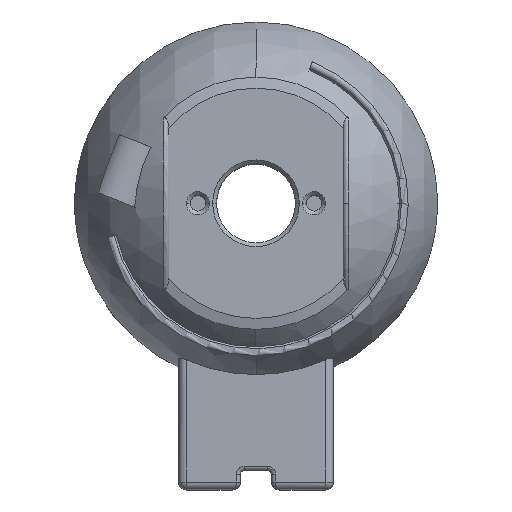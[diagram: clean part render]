
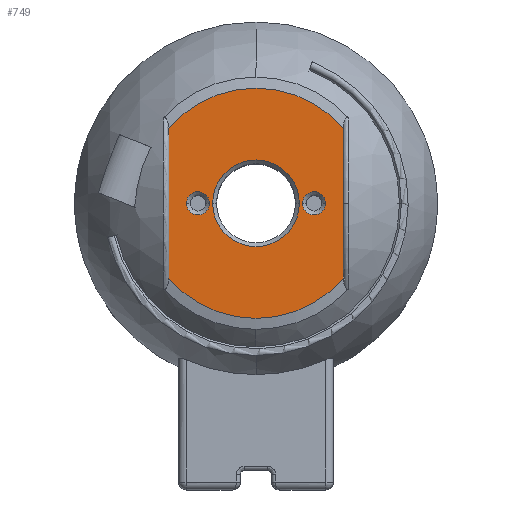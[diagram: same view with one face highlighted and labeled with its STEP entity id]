
A CAD part, top view. The second image highlights one B-rep face of the part: STEP entity #749.
In plain terms, the highlighted planar face has unit normal (0, 0, 1).
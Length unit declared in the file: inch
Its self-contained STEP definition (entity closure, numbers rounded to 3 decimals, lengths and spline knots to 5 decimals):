
#61 = B_SPLINE_CURVE_WITH_KNOTS ( 'NONE', 3,
 ( #10590, #1454, #6567, #8250 ),
 .UNSPECIFIED., .F., .F.,
 ( 4, 4 ),
 ( 0., 0.00028 ),
 .UNSPECIFIED. ) ;
#165 = FACE_BOUND ( 'NONE', #2124, .T. ) ;
#172 = CARTESIAN_POINT ( 'NONE',  ( 0.5625, -0.47484, 0.9 ) ) ;
#197 = CARTESIAN_POINT ( 'NONE',  ( -0.5625, 0.47484, 0.9 ) ) ;
#217 = B_SPLINE_CURVE_WITH_KNOTS ( 'NONE', 3,
 ( #1994, #5245, #4417, #3638 ),
 .UNSPECIFIED., .F., .F.,
 ( 4, 4 ),
 ( 0.00167, 0.00195 ),
 .UNSPECIFIED. ) ;
#306 = CARTESIAN_POINT ( 'NONE',  ( 0.5625, 0.47856, 0.9 ) ) ;
#388 = DIRECTION ( 'NONE',  ( 0., 0., 1. ) ) ;
#457 = VERTEX_POINT ( 'NONE', #5109 ) ;
#727 = ORIENTED_EDGE ( 'NONE', *, *, #2298, .T. ) ;
#749 = ADVANCED_FACE ( 'NONE', ( #7672, #165, #4539, #7875 ), #6083, .F. ) ;
#774 = ORIENTED_EDGE ( 'NONE', *, *, #3555, .T. ) ;
#881 = EDGE_CURVE ( 'NONE', #1318, #2204, #6496, .T. ) ;
#920 = EDGE_CURVE ( 'NONE', #10017, #6015, #217, .T. ) ;
#965 = CARTESIAN_POINT ( 'NONE',  ( 0.56268, 0.48225, 0.9 ) ) ;
#1318 = VERTEX_POINT ( 'NONE', #9785 ) ;
#1392 = VERTEX_POINT ( 'NONE', #10559 ) ;
#1454 = CARTESIAN_POINT ( 'NONE',  ( -0.5625, -0.47856, 0.9 ) ) ;
#1459 = DIRECTION ( 'NONE',  ( -1., 0., 0. ) ) ;
#1483 = VERTEX_POINT ( 'NONE', #8432 ) ;
#1691 = CARTESIAN_POINT ( 'NONE',  ( -0.3, 0., 0.9 ) ) ;
#1800 = EDGE_LOOP ( 'NONE', ( #7936, #4380 ) ) ;
#1837 = CIRCLE ( 'NONE', #5161, 0.075 ) ;
#1893 = CARTESIAN_POINT ( 'NONE',  ( -0.5625, -0.47484, 0.9 ) ) ;
#1944 = DIRECTION ( 'NONE',  ( -1., 0., 0. ) ) ;
#1994 = CARTESIAN_POINT ( 'NONE',  ( 0.56305, -0.4859, 0.9 ) ) ;
#2030 = EDGE_CURVE ( 'NONE', #1392, #6015, #6173, .T. ) ;
#2064 = CARTESIAN_POINT ( 'NONE',  ( 0.5625, 1.02824, 0.9 ) ) ;
#2065 = AXIS2_PLACEMENT_3D ( 'NONE', #4530, #9482, #7868 ) ;
#2116 = CARTESIAN_POINT ( 'NONE',  ( 0.45, 0., 0.9 ) ) ;
#2124 = EDGE_LOOP ( 'NONE', ( #8853, #774 ) ) ;
#2155 = DIRECTION ( 'NONE',  ( -1., 0., 0. ) ) ;
#2193 = AXIS2_PLACEMENT_3D ( 'NONE', #10379, #6135, #10326 ) ;
#2204 = VERTEX_POINT ( 'NONE', #8200 ) ;
#2240 = CIRCLE ( 'NONE', #8363, 0.28 ) ;
#2298 = EDGE_CURVE ( 'NONE', #8413, #457, #61, .T. ) ;
#2315 = CARTESIAN_POINT ( 'NONE',  ( 0.28, 0., 0.9 ) ) ;
#2316 = CARTESIAN_POINT ( 'NONE',  ( 0.375, 0., 0.9 ) ) ;
#2536 = CIRCLE ( 'NONE', #8646, 0.075 ) ;
#2583 = CIRCLE ( 'NONE', #2065, 0.74373 ) ;
#2666 = DIRECTION ( 'NONE',  ( -1., 0., 0. ) ) ;
#2674 = EDGE_LOOP ( 'NONE', ( #727, #3306, #7664, #4148, #5122, #7458, #9287, #8914 ) ) ;
#2727 = DIRECTION ( 'NONE',  ( 0., 0., -1. ) ) ;
#2853 = DIRECTION ( 'NONE',  ( 0., 0., -1. ) ) ;
#2861 = ORIENTED_EDGE ( 'NONE', *, *, #8445, .T. ) ;
#2935 = EDGE_LOOP ( 'NONE', ( #4511, #2861 ) ) ;
#3101 = DIRECTION ( 'NONE',  ( 0., 0., -1. ) ) ;
#3112 = VECTOR ( 'NONE', #5287, 39.37008 ) ;
#3156 = CARTESIAN_POINT ( 'NONE',  ( -0.375, 0., 0.9 ) ) ;
#3306 = ORIENTED_EDGE ( 'NONE', *, *, #9869, .T. ) ;
#3466 = AXIS2_PLACEMENT_3D ( 'NONE', #8712, #388, #2155 ) ;
#3555 = EDGE_CURVE ( 'NONE', #4101, #8931, #1837, .T. ) ;
#3635 = CIRCLE ( 'NONE', #3466, 0.74373 ) ;
#3638 = CARTESIAN_POINT ( 'NONE',  ( 0.5625, -0.47484, 0.9 ) ) ;
#4101 = VERTEX_POINT ( 'NONE', #9937 ) ;
#4148 = ORIENTED_EDGE ( 'NONE', *, *, #2030, .F. ) ;
#4203 = VERTEX_POINT ( 'NONE', #5580 ) ;
#4274 = CIRCLE ( 'NONE', #5833, 0.075 ) ;
#4380 = ORIENTED_EDGE ( 'NONE', *, *, #4430, .T. ) ;
#4417 = CARTESIAN_POINT ( 'NONE',  ( 0.5625, -0.47854, 0.9 ) ) ;
#4428 = DIRECTION ( 'NONE',  ( 0., 0., -1. ) ) ;
#4430 = EDGE_CURVE ( 'NONE', #5746, #9629, #2536, .T. ) ;
#4511 = ORIENTED_EDGE ( 'NONE', *, *, #8457, .T. ) ;
#4530 = CARTESIAN_POINT ( 'NONE',  ( 0., 0., 0.9 ) ) ;
#4539 = FACE_BOUND ( 'NONE', #2935, .T. ) ;
#5109 = CARTESIAN_POINT ( 'NONE',  ( -0.56305, -0.4859, 0.9 ) ) ;
#5122 = ORIENTED_EDGE ( 'NONE', *, *, #8862, .T. ) ;
#5131 = CARTESIAN_POINT ( 'NONE',  ( -0.56305, 0.4859, 0.9 ) ) ;
#5161 = AXIS2_PLACEMENT_3D ( 'NONE', #5204, #2727, #2666 ) ;
#5204 = CARTESIAN_POINT ( 'NONE',  ( 0.375, 0., 0.9 ) ) ;
#5245 = CARTESIAN_POINT ( 'NONE',  ( 0.56268, -0.48223, 0.9 ) ) ;
#5287 = DIRECTION ( 'NONE',  ( 0., -1., 0. ) ) ;
#5350 = DIRECTION ( 'NONE',  ( 0., -1., 0. ) ) ;
#5580 = CARTESIAN_POINT ( 'NONE',  ( 0.56305, 0.4859, 0.9 ) ) ;
#5746 = VERTEX_POINT ( 'NONE', #10135 ) ;
#5833 = AXIS2_PLACEMENT_3D ( 'NONE', #2316, #7302, #8335 ) ;
#5850 = EDGE_CURVE ( 'NONE', #8931, #4101, #4274, .T. ) ;
#5862 = DIRECTION ( 'NONE',  ( -1., 0., 0. ) ) ;
#5899 = VECTOR ( 'NONE', #5350, 39.37008 ) ;
#6015 = VERTEX_POINT ( 'NONE', #172 ) ;
#6083 = PLANE ( 'NONE',  #2193 ) ;
#6126 = CARTESIAN_POINT ( 'NONE',  ( 0.56305, 0.4859, 0.9 ) ) ;
#6135 = DIRECTION ( 'NONE',  ( 0., 0., -1. ) ) ;
#6173 = LINE ( 'NONE', #2064, #5899 ) ;
#6447 = CIRCLE ( 'NONE', #9562, 0.28 ) ;
#6496 = B_SPLINE_CURVE_WITH_KNOTS ( 'NONE', 3,
 ( #5131, #8466, #6832, #197 ),
 .UNSPECIFIED., .F., .F.,
 ( 4, 4 ),
 ( 0.00167, 0.00195 ),
 .UNSPECIFIED. ) ;
#6567 = CARTESIAN_POINT ( 'NONE',  ( -0.56268, -0.48225, 0.9 ) ) ;
#6832 = CARTESIAN_POINT ( 'NONE',  ( -0.5625, 0.47854, 0.9 ) ) ;
#6896 = CARTESIAN_POINT ( 'NONE',  ( -0.375, 0., 0.9 ) ) ;
#6932 = DIRECTION ( 'NONE',  ( -1., 0., 0. ) ) ;
#6990 = CARTESIAN_POINT ( 'NONE',  ( 0., 0., 0.9 ) ) ;
#7090 = LINE ( 'NONE', #8768, #3112 ) ;
#7125 = CIRCLE ( 'NONE', #7817, 0.075 ) ;
#7302 = DIRECTION ( 'NONE',  ( 0., 0., -1. ) ) ;
#7458 = ORIENTED_EDGE ( 'NONE', *, *, #9009, .T. ) ;
#7462 = EDGE_CURVE ( 'NONE', #9629, #5746, #7125, .T. ) ;
#7664 = ORIENTED_EDGE ( 'NONE', *, *, #920, .T. ) ;
#7672 = FACE_BOUND ( 'NONE', #1800, .T. ) ;
#7817 = AXIS2_PLACEMENT_3D ( 'NONE', #6896, #4428, #5862 ) ;
#7868 = DIRECTION ( 'NONE',  ( -1., 0., 0. ) ) ;
#7875 = FACE_OUTER_BOUND ( 'NONE', #2674, .T. ) ;
#7900 = CARTESIAN_POINT ( 'NONE',  ( 0., 0., 0.9 ) ) ;
#7936 = ORIENTED_EDGE ( 'NONE', *, *, #7462, .T. ) ;
#8200 = CARTESIAN_POINT ( 'NONE',  ( -0.5625, 0.47484, 0.9 ) ) ;
#8250 = CARTESIAN_POINT ( 'NONE',  ( -0.56305, -0.4859, 0.9 ) ) ;
#8313 = VERTEX_POINT ( 'NONE', #2315 ) ;
#8335 = DIRECTION ( 'NONE',  ( -1., 0., 0. ) ) ;
#8363 = AXIS2_PLACEMENT_3D ( 'NONE', #7900, #2853, #1944 ) ;
#8413 = VERTEX_POINT ( 'NONE', #1893 ) ;
#8432 = CARTESIAN_POINT ( 'NONE',  ( -0.28, 0., 0.9 ) ) ;
#8445 = EDGE_CURVE ( 'NONE', #1483, #8313, #2240, .T. ) ;
#8457 = EDGE_CURVE ( 'NONE', #8313, #1483, #6447, .T. ) ;
#8466 = CARTESIAN_POINT ( 'NONE',  ( -0.56268, 0.48223, 0.9 ) ) ;
#8474 = CARTESIAN_POINT ( 'NONE',  ( 0.5625, 0.47484, 0.9 ) ) ;
#8505 = EDGE_CURVE ( 'NONE', #2204, #8413, #7090, .T. ) ;
#8646 = AXIS2_PLACEMENT_3D ( 'NONE', #3156, #3101, #1459 ) ;
#8712 = CARTESIAN_POINT ( 'NONE',  ( 0., 0., 0.9 ) ) ;
#8768 = CARTESIAN_POINT ( 'NONE',  ( -0.5625, 0.27753, 0.9 ) ) ;
#8853 = ORIENTED_EDGE ( 'NONE', *, *, #5850, .T. ) ;
#8862 = EDGE_CURVE ( 'NONE', #1392, #4203, #9139, .T. ) ;
#8914 = ORIENTED_EDGE ( 'NONE', *, *, #8505, .T. ) ;
#8931 = VERTEX_POINT ( 'NONE', #2116 ) ;
#9009 = EDGE_CURVE ( 'NONE', #4203, #1318, #3635, .T. ) ;
#9139 = B_SPLINE_CURVE_WITH_KNOTS ( 'NONE', 3,
 ( #8474, #306, #965, #6126 ),
 .UNSPECIFIED., .F., .F.,
 ( 4, 4 ),
 ( 0., 0.00028 ),
 .UNSPECIFIED. ) ;
#9287 = ORIENTED_EDGE ( 'NONE', *, *, #881, .T. ) ;
#9482 = DIRECTION ( 'NONE',  ( 0., 0., 1. ) ) ;
#9525 = DIRECTION ( 'NONE',  ( 0., 0., -1. ) ) ;
#9562 = AXIS2_PLACEMENT_3D ( 'NONE', #6990, #9525, #6932 ) ;
#9629 = VERTEX_POINT ( 'NONE', #1691 ) ;
#9785 = CARTESIAN_POINT ( 'NONE',  ( -0.56305, 0.4859, 0.9 ) ) ;
#9869 = EDGE_CURVE ( 'NONE', #457, #10017, #2583, .T. ) ;
#9937 = CARTESIAN_POINT ( 'NONE',  ( 0.3, 0., 0.9 ) ) ;
#10017 = VERTEX_POINT ( 'NONE', #10756 ) ;
#10135 = CARTESIAN_POINT ( 'NONE',  ( -0.45, 0., 0.9 ) ) ;
#10326 = DIRECTION ( 'NONE',  ( 1., 0., 0. ) ) ;
#10379 = CARTESIAN_POINT ( 'NONE',  ( 0., 0., 0.9 ) ) ;
#10559 = CARTESIAN_POINT ( 'NONE',  ( 0.5625, 0.47484, 0.9 ) ) ;
#10590 = CARTESIAN_POINT ( 'NONE',  ( -0.5625, -0.47484, 0.9 ) ) ;
#10756 = CARTESIAN_POINT ( 'NONE',  ( 0.56305, -0.4859, 0.9 ) ) ;
